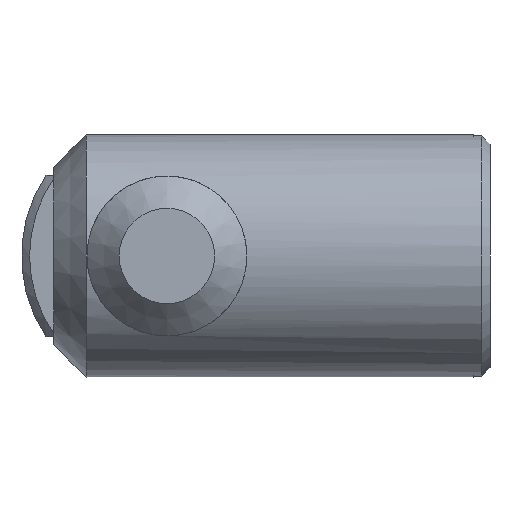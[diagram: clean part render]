
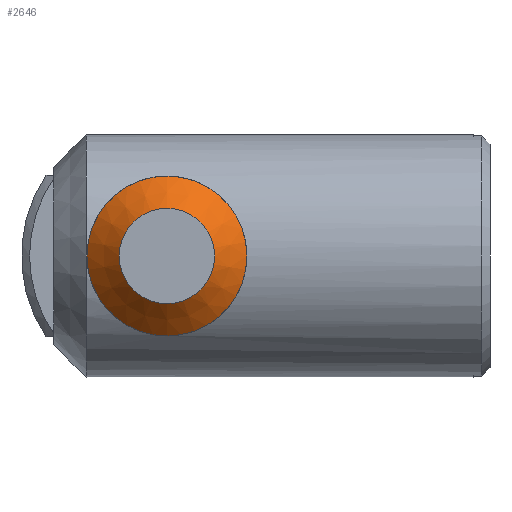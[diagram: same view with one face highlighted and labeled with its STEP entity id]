
A CAD part, front view. The second image highlights one B-rep face of the part: STEP entity #2646.
In plain terms, the highlighted conical face has half-angle 45 degrees and reference radius 4.95 mm.
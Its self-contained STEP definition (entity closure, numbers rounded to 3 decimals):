
#37=LINE('',#5427,#318);
#318=VECTOR('',#3063,4.95);
#599=CIRCLE('',#2814,4.95);
#600=CIRCLE('',#2815,2.95);
#695=CONICAL_SURFACE('',#2813,4.95,0.785);
#843=FACE_OUTER_BOUND('',#991,.T.);
#991=EDGE_LOOP('',(#1861,#1862,#1863,#1864));
#1179=VERTEX_POINT('',#5424);
#1180=VERTEX_POINT('',#5426);
#1448=EDGE_CURVE('',#1179,#1179,#599,.T.);
#1449=EDGE_CURVE('',#1179,#1180,#37,.T.);
#1450=EDGE_CURVE('',#1180,#1180,#600,.T.);
#1861=ORIENTED_EDGE('',*,*,#1448,.F.);
#1862=ORIENTED_EDGE('',*,*,#1449,.T.);
#1863=ORIENTED_EDGE('',*,*,#1450,.T.);
#1864=ORIENTED_EDGE('',*,*,#1449,.F.);
#2646=ADVANCED_FACE('',(#843),#695,.T.);
#2813=AXIS2_PLACEMENT_3D('',#5423,#3059,#3060);
#2814=AXIS2_PLACEMENT_3D('',#5425,#3061,#3062);
#2815=AXIS2_PLACEMENT_3D('',#5428,#3064,#3065);
#3059=DIRECTION('center_axis',(0.,1.,0.));
#3060=DIRECTION('ref_axis',(0.,0.,1.));
#3061=DIRECTION('center_axis',(0.,1.,0.));
#3062=DIRECTION('ref_axis',(0.,0.,1.));
#3063=DIRECTION('',(0.,-0.707,0.707));
#3064=DIRECTION('center_axis',(0.,1.,0.));
#3065=DIRECTION('ref_axis',(0.,0.,1.));
#5423=CARTESIAN_POINT('Origin',(-1.519,-26.621,2.582));
#5424=CARTESIAN_POINT('',(-1.519,-26.621,-2.368));
#5425=CARTESIAN_POINT('Origin',(-1.519,-26.621,2.582));
#5426=CARTESIAN_POINT('',(-1.519,-28.621,-0.368));
#5427=CARTESIAN_POINT('',(-1.519,-26.621,-2.368));
#5428=CARTESIAN_POINT('Origin',(-1.519,-28.621,2.582));
